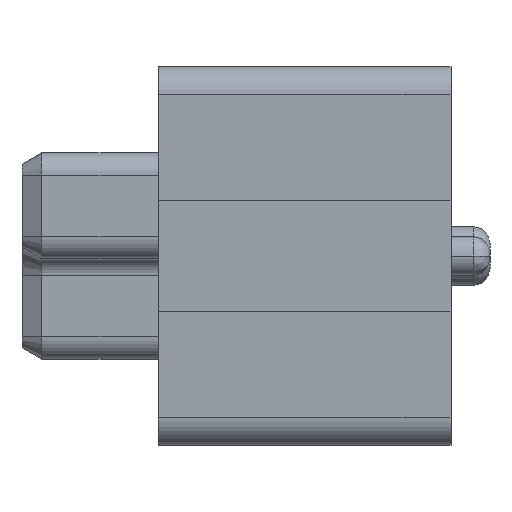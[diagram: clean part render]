
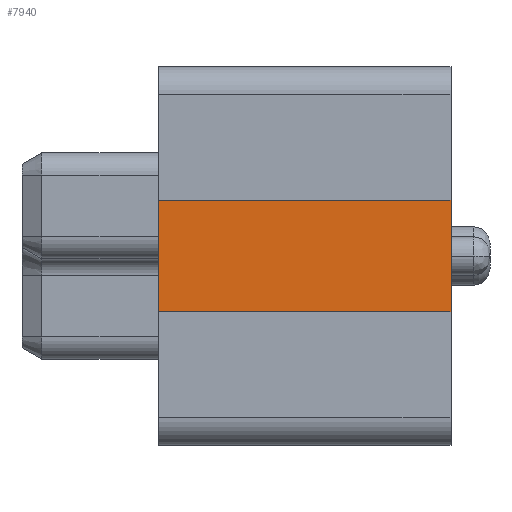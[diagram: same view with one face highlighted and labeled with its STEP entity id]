
A CAD part, left-side view. The second image highlights one B-rep face of the part: STEP entity #7940.
In plain terms, the highlighted planar face has unit normal (-1, 0, 0).
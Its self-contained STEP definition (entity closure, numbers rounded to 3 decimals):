
#193=DIRECTION('',(0.,0.,-1.));
#194=VECTOR('',#193,2.);
#195=CARTESIAN_POINT('',(-14.7,-0.05,1.));
#196=LINE('10551',#195,#194);
#269=DIRECTION('',(0.,-1.,0.));
#270=VECTOR('',#269,5.25);
#271=CARTESIAN_POINT('',(-14.7,5.2,-1.));
#272=LINE('10737',#271,#270);
#281=DIRECTION('',(0.,-1.,0.));
#282=VECTOR('',#281,5.25);
#283=CARTESIAN_POINT('',(-14.7,5.2,1.));
#284=LINE('10736',#283,#282);
#285=DIRECTION('',(0.,0.,-1.));
#286=VECTOR('',#285,2.);
#287=CARTESIAN_POINT('',(-14.7,5.2,1.));
#288=LINE('8603',#287,#286);
#5719=CARTESIAN_POINT('',(-14.7,5.2,1.));
#5720=VERTEX_POINT('',#5719);
#5721=CARTESIAN_POINT('',(-14.7,5.2,-1.));
#5722=VERTEX_POINT('',#5721);
#7077=CARTESIAN_POINT('',(-14.7,-0.05,1.));
#7078=VERTEX_POINT('',#7077);
#7079=CARTESIAN_POINT('',(-14.7,-0.05,-1.));
#7080=VERTEX_POINT('',#7079);
#7927=CARTESIAN_POINT('',(-14.7,2.7,0.));
#7928=DIRECTION('',(1.,0.,0.));
#7929=DIRECTION('',(0.,0.,-1.));
#7930=AXIS2_PLACEMENT_3D('',#7927,#7928,#7929);
#7931=PLANE('7991',#7930);
#7933=ORIENTED_EDGE('10736',*,*,#7932,.T.);
#7934=ORIENTED_EDGE('10551',*,*,#7840,.T.);
#7935=ORIENTED_EDGE('10737',*,*,#7918,.F.);
#7937=ORIENTED_EDGE('8603',*,*,#7936,.F.);
#7938=EDGE_LOOP('7991',(#7933,#7934,#7935,#7937));
#7939=FACE_OUTER_BOUND('7991',#7938,.F.);
#7940=ADVANCED_FACE('7991',(#7939),#7931,.F.);
#7840=EDGE_CURVE('10551',#7078,#7080,#196,.T.);
#7918=EDGE_CURVE('10737',#5722,#7080,#272,.T.);
#7932=EDGE_CURVE('10736',#5720,#7078,#284,.T.);
#7936=EDGE_CURVE('8603',#5720,#5722,#288,.T.);
